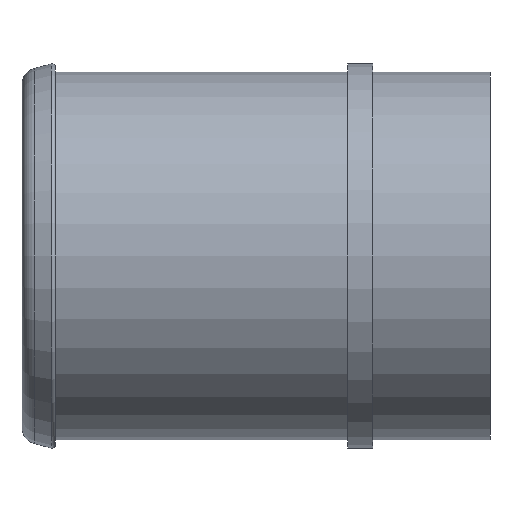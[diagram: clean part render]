
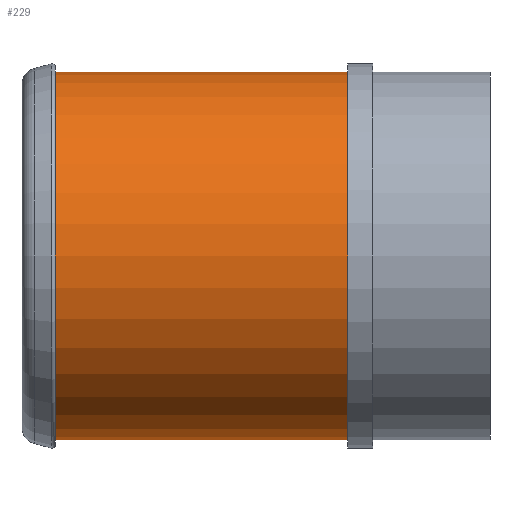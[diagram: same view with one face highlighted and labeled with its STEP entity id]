
A CAD part, left-side view. The second image highlights one B-rep face of the part: STEP entity #229.
In plain terms, the highlighted cylindrical face has radius 11 mm (diameter 22 mm), a partial arc.
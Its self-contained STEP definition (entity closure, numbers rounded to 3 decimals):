
#3 = ORIENTED_EDGE ( 'NONE', *, *, #587, .T. ) ;
#7 = VERTEX_POINT ( 'NONE', #405 ) ;
#50 = CIRCLE ( 'NONE', #337, 11. ) ;
#55 = CIRCLE ( 'NONE', #139, 11. ) ;
#72 = CARTESIAN_POINT ( 'NONE',  ( 0., 17.5, 11. ) ) ;
#76 = VERTEX_POINT ( 'NONE', #353 ) ;
#84 = VECTOR ( 'NONE', #396, 1000. ) ;
#106 = ORIENTED_EDGE ( 'NONE', *, *, #611, .F. ) ;
#124 = ORIENTED_EDGE ( 'NONE', *, *, #510, .T. ) ;
#139 = AXIS2_PLACEMENT_3D ( 'NONE', #496, #318, #565 ) ;
#177 = CYLINDRICAL_SURFACE ( 'NONE', #447, 11. ) ;
#179 = DIRECTION ( 'NONE',  ( 0., 1., 0. ) ) ;
#229 = ADVANCED_FACE ( 'NONE', ( #311 ), #177, .T. ) ;
#248 = EDGE_LOOP ( 'NONE', ( #106, #3, #124, #257 ) ) ;
#253 = CARTESIAN_POINT ( 'NONE',  ( 0., 50.534, 0. ) ) ;
#257 = ORIENTED_EDGE ( 'NONE', *, *, #279, .F. ) ;
#279 = EDGE_CURVE ( 'NONE', #7, #377, #50, .T. ) ;
#285 = CARTESIAN_POINT ( 'NONE',  ( 0., 50.534, 11. ) ) ;
#291 = CARTESIAN_POINT ( 'NONE',  ( 0., 17.5, 0. ) ) ;
#295 = LINE ( 'NONE', #438, #84 ) ;
#311 = FACE_OUTER_BOUND ( 'NONE', #248, .T. ) ;
#318 = DIRECTION ( 'NONE',  ( 0., 1., 0. ) ) ;
#337 = AXIS2_PLACEMENT_3D ( 'NONE', #291, #179, #550 ) ;
#348 = CARTESIAN_POINT ( 'NONE',  ( 0., 0., -11. ) ) ;
#353 = CARTESIAN_POINT ( 'NONE',  ( 0., 0., 11. ) ) ;
#377 = VERTEX_POINT ( 'NONE', #72 ) ;
#396 = DIRECTION ( 'NONE',  ( 0., 1., 0. ) ) ;
#402 = LINE ( 'NONE', #285, #538 ) ;
#405 = CARTESIAN_POINT ( 'NONE',  ( 0., 17.5, -11. ) ) ;
#430 = DIRECTION ( 'NONE',  ( 0., 0., 1. ) ) ;
#438 = CARTESIAN_POINT ( 'NONE',  ( 0., 50.534, -11. ) ) ;
#447 = AXIS2_PLACEMENT_3D ( 'NONE', #253, #601, #430 ) ;
#496 = CARTESIAN_POINT ( 'NONE',  ( 0., 0., 0. ) ) ;
#501 = DIRECTION ( 'NONE',  ( 0., 1., 0. ) ) ;
#510 = EDGE_CURVE ( 'NONE', #76, #377, #402, .T. ) ;
#532 = VERTEX_POINT ( 'NONE', #348 ) ;
#538 = VECTOR ( 'NONE', #501, 1000. ) ;
#550 = DIRECTION ( 'NONE',  ( 0., 0., 1. ) ) ;
#565 = DIRECTION ( 'NONE',  ( 0., 0., 1. ) ) ;
#587 = EDGE_CURVE ( 'NONE', #532, #76, #55, .T. ) ;
#601 = DIRECTION ( 'NONE',  ( 0., 1., 0. ) ) ;
#611 = EDGE_CURVE ( 'NONE', #532, #7, #295, .T. ) ;
